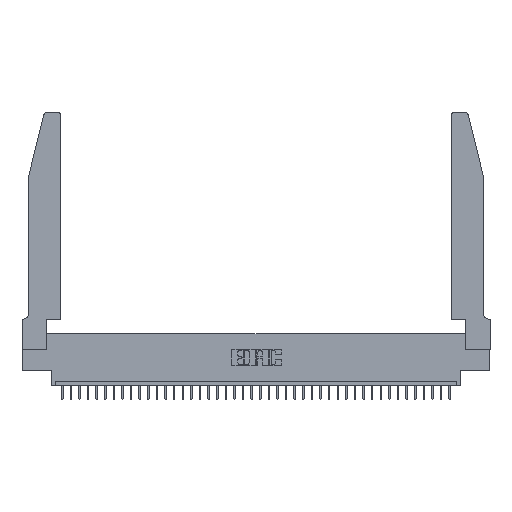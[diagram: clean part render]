
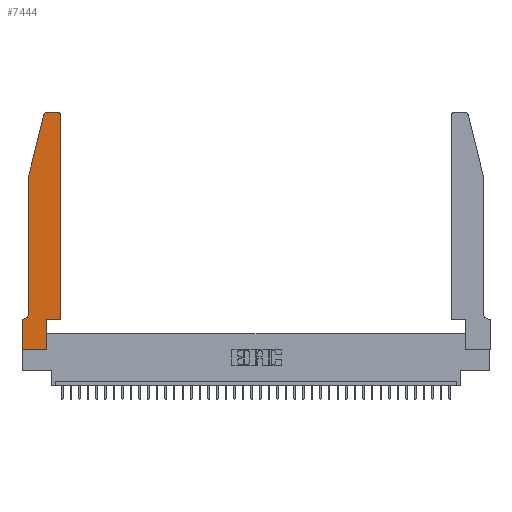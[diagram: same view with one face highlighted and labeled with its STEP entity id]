
A CAD part, top view. The second image highlights one B-rep face of the part: STEP entity #7444.
In plain terms, the highlighted planar face has unit normal (0, 0, 1).
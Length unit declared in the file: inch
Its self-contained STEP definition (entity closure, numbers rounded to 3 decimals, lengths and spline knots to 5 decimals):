
#1751 = CARTESIAN_POINT ( 'NONE',  ( 0., 0.35, 0.37 ) ) ;
#1756 = CARTESIAN_POINT ( 'NONE',  ( 0.0755, 0.42, 0.37 ) ) ;
#1856 = VERTEX_POINT ( 'NONE', #30143 ) ;
#1915 = LINE ( 'NONE', #25481, #25480 ) ;
#2807 = LINE ( 'NONE', #19228, #4190 ) ;
#2950 = DIRECTION ( 'NONE',  ( 1., 0., 0. ) ) ;
#3212 = ORIENTED_EDGE ( 'NONE', *, *, #14747, .T. ) ;
#3534 = AXIS2_PLACEMENT_3D ( 'NONE', #19466, #29211, #11703 ) ;
#3609 = AXIS2_PLACEMENT_3D ( 'NONE', #18877, #6723, #9774 ) ;
#3626 = EDGE_CURVE ( 'NONE', #15460, #33480, #18024, .T. ) ;
#4190 = VECTOR ( 'NONE', #25408, 39.37008 ) ;
#5226 = CARTESIAN_POINT ( 'NONE',  ( 0., 0., 0.37 ) ) ;
#6135 = LINE ( 'NONE', #36961, #32109 ) ;
#6393 = ORIENTED_EDGE ( 'NONE', *, *, #12892, .T. ) ;
#6563 = CARTESIAN_POINT ( 'NONE',  ( 0.0755, 2., 0.37 ) ) ;
#6723 = DIRECTION ( 'NONE',  ( 0., 0., -1. ) ) ;
#6803 = DIRECTION ( 'NONE',  ( 0., 0., 1. ) ) ;
#6953 = EDGE_CURVE ( 'NONE', #15694, #10214, #12124, .T. ) ;
#7218 = DIRECTION ( 'NONE',  ( 1., 0., 0. ) ) ;
#7377 = ORIENTED_EDGE ( 'NONE', *, *, #3626, .T. ) ;
#7444 = ADVANCED_FACE ( 'NONE', ( #27188 ), #37491, .T. ) ;
#7452 = CARTESIAN_POINT ( 'NONE',  ( 0.4505, 2.72, 0.37 ) ) ;
#7468 = ORIENTED_EDGE ( 'NONE', *, *, #6953, .T. ) ;
#7569 = CIRCLE ( 'NONE', #28693, 0.03 ) ;
#8792 = CARTESIAN_POINT ( 'NONE',  ( 0.2865, 0.35, 0.37 ) ) ;
#9298 = VERTEX_POINT ( 'NONE', #34540 ) ;
#9774 = DIRECTION ( 'NONE',  ( -1., 0., 0. ) ) ;
#10083 = DIRECTION ( 'NONE',  ( 1., 0., 0. ) ) ;
#10214 = VERTEX_POINT ( 'NONE', #1751 ) ;
#11703 = DIRECTION ( 'NONE',  ( 1., 0., 0. ) ) ;
#12124 = LINE ( 'NONE', #12256, #23005 ) ;
#12256 = CARTESIAN_POINT ( 'NONE',  ( 0.0755, 0.35, 0.37 ) ) ;
#12790 = CARTESIAN_POINT ( 'NONE',  ( 0.2865, 0., 0.37 ) ) ;
#12892 = EDGE_CURVE ( 'NONE', #25133, #9298, #30715, .T. ) ;
#13261 = EDGE_CURVE ( 'NONE', #19913, #17258, #7569, .T. ) ;
#13278 = CARTESIAN_POINT ( 'NONE',  ( 0.4205, 2.72, 0.37 ) ) ;
#14113 = EDGE_CURVE ( 'NONE', #9298, #19913, #2807, .T. ) ;
#14163 = ORIENTED_EDGE ( 'NONE', *, *, #23386, .T. ) ;
#14747 = EDGE_CURVE ( 'NONE', #17258, #38662, #1915, .T. ) ;
#14796 = LINE ( 'NONE', #5226, #37350 ) ;
#15321 = DIRECTION ( 'NONE',  ( -1., 0., 0. ) ) ;
#15424 = VECTOR ( 'NONE', #16281, 39.37008 ) ;
#15460 = VERTEX_POINT ( 'NONE', #20650 ) ;
#15694 = VERTEX_POINT ( 'NONE', #35622 ) ;
#15738 = VECTOR ( 'NONE', #30459, 39.37008 ) ;
#16125 = VECTOR ( 'NONE', #2950, 39.37008 ) ;
#16281 = DIRECTION ( 'NONE',  ( 0., 1., 0. ) ) ;
#16553 = AXIS2_PLACEMENT_3D ( 'NONE', #13278, #31228, #7218 ) ;
#17258 = VERTEX_POINT ( 'NONE', #29520 ) ;
#17954 = CIRCLE ( 'NONE', #3609, 0.07 ) ;
#18024 = LINE ( 'NONE', #23180, #16125 ) ;
#18548 = EDGE_LOOP ( 'NONE', ( #35020, #29496, #3212, #33531, #20225, #7468, #28786, #7377, #14163, #33416, #37439, #6393 ) ) ;
#18877 = CARTESIAN_POINT ( 'NONE',  ( 0.0055, 0.42, 0.37 ) ) ;
#19220 = EDGE_CURVE ( 'NONE', #1856, #25133, #36018, .T. ) ;
#19228 = CARTESIAN_POINT ( 'NONE',  ( 0.2605, 2.75, 0.37 ) ) ;
#19466 = CARTESIAN_POINT ( 'NONE',  ( 0., 0.35, 0.37 ) ) ;
#19652 = EDGE_CURVE ( 'NONE', #10214, #15460, #14796, .T. ) ;
#19913 = VERTEX_POINT ( 'NONE', #25805 ) ;
#20225 = ORIENTED_EDGE ( 'NONE', *, *, #21450, .T. ) ;
#20650 = CARTESIAN_POINT ( 'NONE',  ( 0., 0., 0.37 ) ) ;
#21450 = EDGE_CURVE ( 'NONE', #38715, #15694, #17954, .T. ) ;
#21587 = DIRECTION ( 'NONE',  ( 1., 0., 0. ) ) ;
#22360 = LINE ( 'NONE', #6563, #15738 ) ;
#23005 = VECTOR ( 'NONE', #15321, 39.37008 ) ;
#23180 = CARTESIAN_POINT ( 'NONE',  ( 0., 0., 0.37 ) ) ;
#23386 = EDGE_CURVE ( 'NONE', #33480, #26797, #32888, .T. ) ;
#24873 = CARTESIAN_POINT ( 'NONE',  ( 0.284, 2.72, 0.37 ) ) ;
#25133 = VERTEX_POINT ( 'NONE', #7452 ) ;
#25408 = DIRECTION ( 'NONE',  ( -1., 0., 0. ) ) ;
#25480 = VECTOR ( 'NONE', #31561, 39.37008 ) ;
#25481 = CARTESIAN_POINT ( 'NONE',  ( 0.0755, 2., 0.37 ) ) ;
#25769 = CARTESIAN_POINT ( 'NONE',  ( 0.0755, 2., 0.37 ) ) ;
#25805 = CARTESIAN_POINT ( 'NONE',  ( 0.284, 2.75, 0.37 ) ) ;
#26797 = VERTEX_POINT ( 'NONE', #8792 ) ;
#27188 = FACE_OUTER_BOUND ( 'NONE', #18548, .T. ) ;
#27979 = VECTOR ( 'NONE', #33071, 39.37008 ) ;
#28693 = AXIS2_PLACEMENT_3D ( 'NONE', #24873, #6803, #21587 ) ;
#28786 = ORIENTED_EDGE ( 'NONE', *, *, #19652, .T. ) ;
#29211 = DIRECTION ( 'NONE',  ( 0., 0., 1. ) ) ;
#29496 = ORIENTED_EDGE ( 'NONE', *, *, #13261, .T. ) ;
#29520 = CARTESIAN_POINT ( 'NONE',  ( 0.25487, 2.72718, 0.37 ) ) ;
#30143 = CARTESIAN_POINT ( 'NONE',  ( 0.4505, 0.35, 0.37 ) ) ;
#30459 = DIRECTION ( 'NONE',  ( 0., -1., 0. ) ) ;
#30712 = EDGE_CURVE ( 'NONE', #38662, #38715, #22360, .T. ) ;
#30715 = CIRCLE ( 'NONE', #16553, 0.03 ) ;
#31228 = DIRECTION ( 'NONE',  ( 0., 0., 1. ) ) ;
#31561 = DIRECTION ( 'NONE',  ( -0.239, -0.971, 0. ) ) ;
#32109 = VECTOR ( 'NONE', #10083, 39.37008 ) ;
#32888 = LINE ( 'NONE', #34317, #15424 ) ;
#32916 = EDGE_CURVE ( 'NONE', #26797, #1856, #6135, .T. ) ;
#33071 = DIRECTION ( 'NONE',  ( 0., 1., 0. ) ) ;
#33416 = ORIENTED_EDGE ( 'NONE', *, *, #32916, .T. ) ;
#33480 = VERTEX_POINT ( 'NONE', #12790 ) ;
#33531 = ORIENTED_EDGE ( 'NONE', *, *, #30712, .T. ) ;
#34317 = CARTESIAN_POINT ( 'NONE',  ( 0.2865, 0.35, 0.37 ) ) ;
#34540 = CARTESIAN_POINT ( 'NONE',  ( 0.4205, 2.75, 0.37 ) ) ;
#35020 = ORIENTED_EDGE ( 'NONE', *, *, #14113, .T. ) ;
#35037 = CARTESIAN_POINT ( 'NONE',  ( 0.4505, 0.35, 0.37 ) ) ;
#35622 = CARTESIAN_POINT ( 'NONE',  ( 0.0055, 0.35, 0.37 ) ) ;
#36018 = LINE ( 'NONE', #35037, #27979 ) ;
#36961 = CARTESIAN_POINT ( 'NONE',  ( 0.4505, 0.35, 0.37 ) ) ;
#37350 = VECTOR ( 'NONE', #38455, 39.37008 ) ;
#37439 = ORIENTED_EDGE ( 'NONE', *, *, #19220, .T. ) ;
#37491 = PLANE ( 'NONE',  #3534 ) ;
#38455 = DIRECTION ( 'NONE',  ( 0., -1., 0. ) ) ;
#38662 = VERTEX_POINT ( 'NONE', #25769 ) ;
#38715 = VERTEX_POINT ( 'NONE', #1756 ) ;
